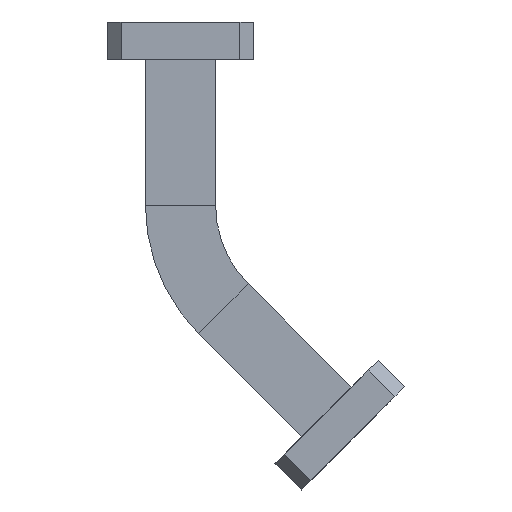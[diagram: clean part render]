
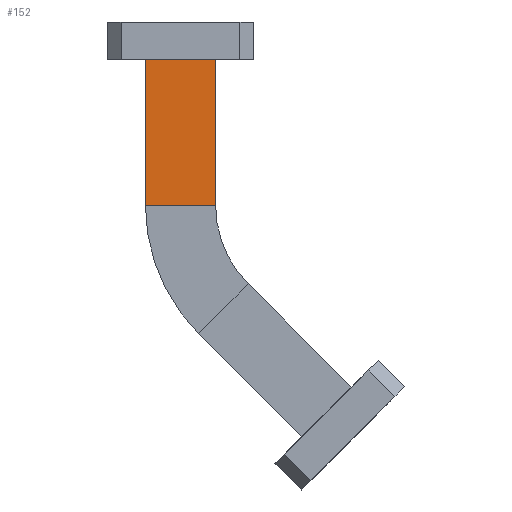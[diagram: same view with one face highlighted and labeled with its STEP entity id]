
A CAD part, front view. The second image highlights one B-rep face of the part: STEP entity #152.
In plain terms, the highlighted planar face has unit normal (0, -1, 0).
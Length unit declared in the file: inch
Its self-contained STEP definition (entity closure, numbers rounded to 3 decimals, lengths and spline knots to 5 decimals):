
#21 = VECTOR ( 'NONE', #275, 39.37008 ) ;
#38 = AXIS2_PLACEMENT_3D ( 'NONE', #437, #982, #1725 ) ;
#39 = ORIENTED_EDGE ( 'NONE', *, *, #1134, .T. ) ;
#150 = CARTESIAN_POINT ( 'NONE',  ( -0.18, -0.11, -0.19 ) ) ;
#152 = ADVANCED_FACE ( 'NONE', ( #407 ), #568, .F. ) ;
#161 = CARTESIAN_POINT ( 'NONE',  ( 0.18, -0.11, -0.19 ) ) ;
#180 = EDGE_CURVE ( 'NONE', #947, #614, #1318, .T. ) ;
#191 = EDGE_CURVE ( 'NONE', #947, #758, #846, .T. ) ;
#199 = LINE ( 'NONE', #1482, #1470 ) ;
#275 = DIRECTION ( 'NONE',  ( 1., 0., 0. ) ) ;
#339 = CARTESIAN_POINT ( 'NONE',  ( -0.18, -0.11, -0.19 ) ) ;
#407 = FACE_OUTER_BOUND ( 'NONE', #1752, .T. ) ;
#437 = CARTESIAN_POINT ( 'NONE',  ( -0.18, -0.11, 0. ) ) ;
#489 = ORIENTED_EDGE ( 'NONE', *, *, #191, .F. ) ;
#502 = LINE ( 'NONE', #1828, #1316 ) ;
#568 = PLANE ( 'NONE',  #38 ) ;
#574 = DIRECTION ( 'NONE',  ( 0., 0., -1. ) ) ;
#614 = VERTEX_POINT ( 'NONE', #789 ) ;
#744 = VERTEX_POINT ( 'NONE', #830 ) ;
#758 = VERTEX_POINT ( 'NONE', #161 ) ;
#789 = CARTESIAN_POINT ( 'NONE',  ( -0.18, -0.11, -0.93934 ) ) ;
#830 = CARTESIAN_POINT ( 'NONE',  ( 0.18, -0.11, -0.93934 ) ) ;
#846 = LINE ( 'NONE', #150, #21 ) ;
#947 = VERTEX_POINT ( 'NONE', #339 ) ;
#982 = DIRECTION ( 'NONE',  ( 0., 1., 0. ) ) ;
#1134 = EDGE_CURVE ( 'NONE', #614, #744, #502, .T. ) ;
#1135 = ORIENTED_EDGE ( 'NONE', *, *, #180, .T. ) ;
#1316 = VECTOR ( 'NONE', #1519, 39.37008 ) ;
#1318 = LINE ( 'NONE', #1422, #1786 ) ;
#1362 = ORIENTED_EDGE ( 'NONE', *, *, #1455, .F. ) ;
#1422 = CARTESIAN_POINT ( 'NONE',  ( -0.18, -0.11, 0. ) ) ;
#1455 = EDGE_CURVE ( 'NONE', #758, #744, #199, .T. ) ;
#1470 = VECTOR ( 'NONE', #1490, 39.37008 ) ;
#1482 = CARTESIAN_POINT ( 'NONE',  ( 0.18, -0.11, 0. ) ) ;
#1490 = DIRECTION ( 'NONE',  ( 0., 0., -1. ) ) ;
#1519 = DIRECTION ( 'NONE',  ( 1., 0., 0. ) ) ;
#1725 = DIRECTION ( 'NONE',  ( 0., 0., 1. ) ) ;
#1752 = EDGE_LOOP ( 'NONE', ( #489, #1135, #39, #1362 ) ) ;
#1786 = VECTOR ( 'NONE', #574, 39.37008 ) ;
#1828 = CARTESIAN_POINT ( 'NONE',  ( -0.18, -0.11, -0.93934 ) ) ;
